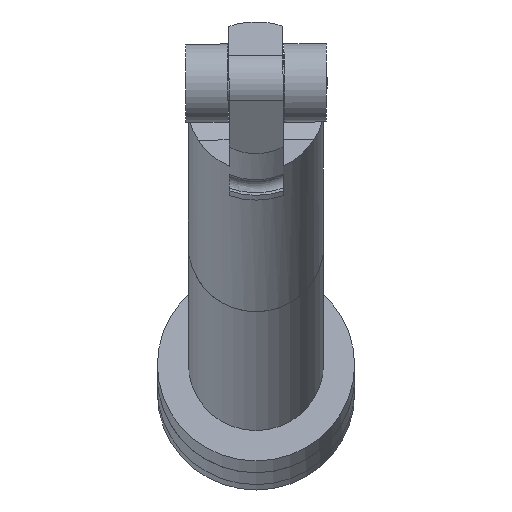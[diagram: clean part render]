
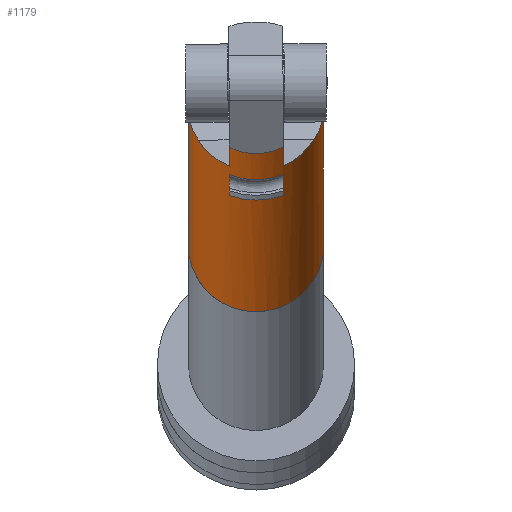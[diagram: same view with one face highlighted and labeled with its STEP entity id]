
A CAD part, front view. The second image highlights one B-rep face of the part: STEP entity #1179.
In plain terms, the highlighted cylindrical face has radius 12.5 mm (diameter 25 mm), a full revolution.
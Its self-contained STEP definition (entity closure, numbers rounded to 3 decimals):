
#832=CARTESIAN_POINT('',(5.,-11.456,32.));
#833=VERTEX_POINT('',#832);
#858=CARTESIAN_POINT('',(-5.0,-11.456,32.));
#859=VERTEX_POINT('',#858);
#873=CARTESIAN_POINT('',(0.0,0.0,32.));
#874=DIRECTION('',(0.0,0.0,1.0));
#875=DIRECTION('',(0.0,-1.0,0.0));
#876=AXIS2_PLACEMENT_3D('',#873,#874,#875);
#877=CIRCLE('',#876,12.5);
#878=EDGE_CURVE('',#859,#833,#877,.T.);
#929=CARTESIAN_POINT('',(-5.0,-11.456,38.));
#930=VERTEX_POINT('',#929);
#937=CARTESIAN_POINT('',(-5.0,-11.456,32.));
#938=DIRECTION('',(0.0,0.0,1.0));
#939=VECTOR('',#938,6.);
#940=LINE('',#937,#939);
#941=EDGE_CURVE('',#859,#930,#940,.T.);
#979=CARTESIAN_POINT('',(5.,-11.456,38.));
#980=VERTEX_POINT('',#979);
#981=CARTESIAN_POINT('',(5.,-11.456,38.));
#982=DIRECTION('',(0.0,0.0,-1.0));
#983=VECTOR('',#982,6.);
#984=LINE('',#981,#983);
#985=EDGE_CURVE('',#980,#833,#984,.T.);
#1002=CARTESIAN_POINT('',(0.0,0.0,38.0));
#1003=DIRECTION('',(0.0,0.0,1.0));
#1004=DIRECTION('',(-1.0,0.0,0.0));
#1005=AXIS2_PLACEMENT_3D('',#1002,#1003,#1004);
#1006=CIRCLE('',#1005,12.5);
#1007=EDGE_CURVE('',#930,#980,#1006,.T.);
#1052=CARTESIAN_POINT('',(5.,11.456,38.));
#1053=VERTEX_POINT('',#1052);
#1054=CARTESIAN_POINT('',(-5.,11.456,38.));
#1055=VERTEX_POINT('',#1054);
#1056=CARTESIAN_POINT('',(0.0,0.0,38.));
#1057=DIRECTION('',(0.0,0.0,1.0));
#1058=DIRECTION('',(-1.0,0.0,0.0));
#1059=AXIS2_PLACEMENT_3D('',#1056,#1057,#1058);
#1060=CIRCLE('',#1059,12.5);
#1061=EDGE_CURVE('',#1053,#1055,#1060,.T.);
#1079=CARTESIAN_POINT('',(0.0,0.0,0.0));
#1080=DIRECTION('',(0.0,0.0,1.0));
#1081=DIRECTION('',(-1.0,0.0,0.0));
#1082=AXIS2_PLACEMENT_3D('',#1079,#1080,#1081);
#1083=CYLINDRICAL_SURFACE('',#1082,12.5);
#1084=CARTESIAN_POINT('',(12.5,0.,143.0));
#1085=VERTEX_POINT('',#1084);
#1086=CARTESIAN_POINT('',(0.0,0.0,143.0));
#1087=DIRECTION('',(0.0,0.0,-1.0));
#1088=DIRECTION('',(-1.0,0.0,0.0));
#1089=AXIS2_PLACEMENT_3D('',#1086,#1087,#1088);
#1090=CIRCLE('',#1089,12.5);
#1091=EDGE_CURVE('',#1085,#1085,#1090,.T.);
#1092=ORIENTED_EDGE('',*,*,#1091,.T.);
#1093=EDGE_LOOP('',(#1092));
#1094=FACE_OUTER_BOUND('',#1093,.T.);
#1095=ORIENTED_EDGE('',*,*,#941,.T.);
#1096=ORIENTED_EDGE('',*,*,#1007,.T.);
#1097=ORIENTED_EDGE('',*,*,#985,.T.);
#1098=ORIENTED_EDGE('',*,*,#878,.F.);
#1099=EDGE_LOOP('',(#1095,#1096,#1097,#1098));
#1100=FACE_BOUND('',#1099,.T.);
#1101=CARTESIAN_POINT('',(5.,11.456,35.367));
#1102=VERTEX_POINT('',#1101);
#1103=CARTESIAN_POINT('',(5.,11.456,35.367));
#1104=DIRECTION('',(0.0,0.0,1.0));
#1105=VECTOR('',#1104,2.633);
#1106=LINE('',#1103,#1105);
#1107=EDGE_CURVE('',#1102,#1053,#1106,.T.);
#1108=ORIENTED_EDGE('',*,*,#1107,.T.);
#1109=ORIENTED_EDGE('',*,*,#1061,.T.);
#1110=CARTESIAN_POINT('',(-5.,11.456,35.367));
#1111=VERTEX_POINT('',#1110);
#1112=CARTESIAN_POINT('',(-5.,11.456,38.));
#1113=DIRECTION('',(0.0,0.0,-1.0));
#1114=VECTOR('',#1113,2.633);
#1115=LINE('',#1112,#1114);
#1116=EDGE_CURVE('',#1055,#1111,#1115,.T.);
#1117=ORIENTED_EDGE('',*,*,#1116,.T.);
#1118=CARTESIAN_POINT('',(-10.677,-6.5,25.0));
#1119=VERTEX_POINT('',#1118);
#1120=CARTESIAN_POINT('',(0.0,0.0,28.753));
#1121=DIRECTION('',(0.,-0.5,0.866));
#1122=DIRECTION('',(0.0,-0.866,-0.5));
#1123=AXIS2_PLACEMENT_3D('',#1120,#1121,#1122);
#1124=ELLIPSE('',#1123,14.434,12.5);
#1125=EDGE_CURVE('',#1111,#1119,#1124,.T.);
#1126=ORIENTED_EDGE('',*,*,#1125,.T.);
#1127=CARTESIAN_POINT('',(-5.,-11.456,25.0));
#1128=VERTEX_POINT('',#1127);
#1129=CARTESIAN_POINT('',(0.0,0.0,25.0));
#1130=DIRECTION('',(0.0,0.0,1.0));
#1131=DIRECTION('',(-1.0,0.0,0.0));
#1132=AXIS2_PLACEMENT_3D('',#1129,#1130,#1131);
#1133=CIRCLE('',#1132,12.5);
#1134=EDGE_CURVE('',#1119,#1128,#1133,.T.);
#1135=ORIENTED_EDGE('',*,*,#1134,.T.);
#1136=CARTESIAN_POINT('',(-5.,-11.456,8.971));
#1137=VERTEX_POINT('',#1136);
#1138=CARTESIAN_POINT('',(-5.,-11.456,25.0));
#1139=DIRECTION('',(0.0,0.0,-1.0));
#1140=VECTOR('',#1139,16.029);
#1141=LINE('',#1138,#1140);
#1142=EDGE_CURVE('',#1128,#1137,#1141,.T.);
#1143=ORIENTED_EDGE('',*,*,#1142,.T.);
#1144=CARTESIAN_POINT('',(5.,-11.456,8.971));
#1145=VERTEX_POINT('',#1144);
#1146=CARTESIAN_POINT('',(0.0,0.0,-2.485));
#1147=DIRECTION('',(0.0,0.707,0.707));
#1148=DIRECTION('',(0.0,-0.707,0.707));
#1149=AXIS2_PLACEMENT_3D('',#1146,#1147,#1148);
#1150=ELLIPSE('',#1149,17.678,12.5);
#1151=EDGE_CURVE('',#1137,#1145,#1150,.T.);
#1152=ORIENTED_EDGE('',*,*,#1151,.T.);
#1153=CARTESIAN_POINT('',(5.,-11.456,25.0));
#1154=VERTEX_POINT('',#1153);
#1155=CARTESIAN_POINT('',(5.,-11.456,8.971));
#1156=DIRECTION('',(0.0,0.0,1.0));
#1157=VECTOR('',#1156,16.029);
#1158=LINE('',#1155,#1157);
#1159=EDGE_CURVE('',#1145,#1154,#1158,.T.);
#1160=ORIENTED_EDGE('',*,*,#1159,.T.);
#1161=CARTESIAN_POINT('',(10.677,-6.5,25.0));
#1162=VERTEX_POINT('',#1161);
#1163=CARTESIAN_POINT('',(0.0,0.0,25.0));
#1164=DIRECTION('',(0.0,0.0,1.0));
#1165=DIRECTION('',(-1.0,0.0,0.0));
#1166=AXIS2_PLACEMENT_3D('',#1163,#1164,#1165);
#1167=CIRCLE('',#1166,12.5);
#1168=EDGE_CURVE('',#1154,#1162,#1167,.T.);
#1169=ORIENTED_EDGE('',*,*,#1168,.T.);
#1170=CARTESIAN_POINT('',(0.0,0.0,28.753));
#1171=DIRECTION('',(0.,-0.5,0.866));
#1172=DIRECTION('',(0.0,-0.866,-0.5));
#1173=AXIS2_PLACEMENT_3D('',#1170,#1171,#1172);
#1174=ELLIPSE('',#1173,14.434,12.5);
#1175=EDGE_CURVE('',#1162,#1102,#1174,.T.);
#1176=ORIENTED_EDGE('',*,*,#1175,.T.);
#1177=EDGE_LOOP('',(#1108,#1109,#1117,#1126,#1135,#1143,#1152,#1160,#1169,#1176));
#1178=FACE_BOUND('',#1177,.T.);
#1179=ADVANCED_FACE('',(#1094,#1100,#1178),#1083,.T.);
